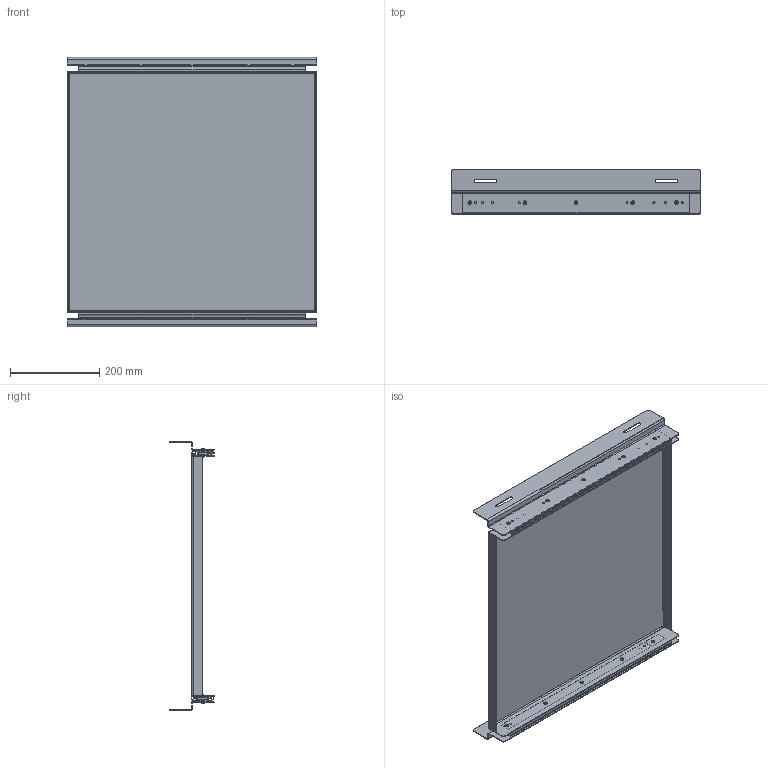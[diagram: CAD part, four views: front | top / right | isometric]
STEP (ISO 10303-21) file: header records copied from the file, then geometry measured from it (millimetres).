
FILE_DESCRIPTION (( 'STEP AP214' ), '1' );
FILE_NAME ('SCE-22POS.STEP', '2022-08-30T17:53:32', ( '' ), ( '' ), 'SwSTEP 2.0', 'SolidWorks 2021', '' );
FILE_SCHEMA (( 'AUTOMOTIVE_DESIGN' ));
Length unit declared in the file: inch
Products named in the file (1): SCE-22POS
Bounding box: 558.8 x 99.77 x 603.32 mm (x, y, z)
Volume: 1075326.9 mm3; surface area: 1370937.2 mm2
Topology: 29 solids, 29 shells, 690 faces, 1734 edges, 1164 vertices
Faces by surface type: plane 324, cylinder 286, torus 60, bspline 20
Full cylindrical faces by diameter (mm): 2.464 x20, 3.962 x20, 4.064 x20, 4.369 x28, 5.08 x34, 5.486 x20
Entity records: 26320 total; most frequent: CARTESIAN_POINT 9830, DIRECTION 3266, ORIENTED_EDGE 2974, EDGE_CURVE 1487, AXIS2_PLACEMENT_3D 1261, EDGE_LOOP 1170, VERTEX_POINT 1139, FACE_OUTER_BOUND 912
